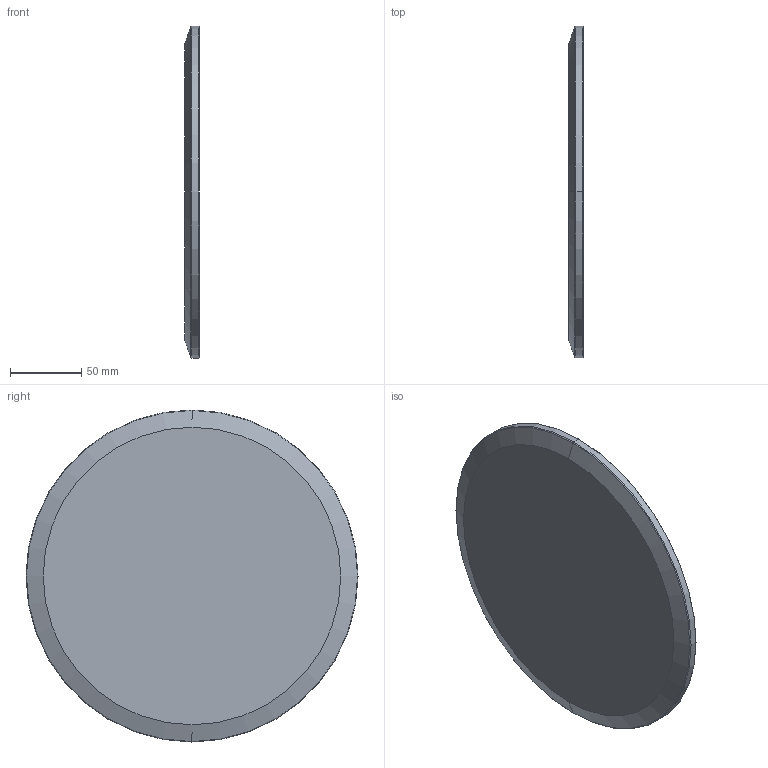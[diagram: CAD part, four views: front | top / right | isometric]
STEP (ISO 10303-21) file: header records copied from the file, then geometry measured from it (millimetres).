
FILE_DESCRIPTION (( 'STEP AP214' ), '1' );
FILE_NAME ('BK.0858.STEP', '2020-04-02T10:36:20', ( '' ), ( '' ), 'SwSTEP 2.0', 'SolidWorks 2019', '' );
FILE_SCHEMA (( 'AUTOMOTIVE_DESIGN' ));
Length unit declared in the file: millimetre
Products named in the file (1): BK.0858
Bounding box: 10 x 233.5 x 233.5 mm (x, y, z)
Volume: 406855 mm3; surface area: 91183.5 mm2
Topology: 1 solids, 1 shells, 21 faces, 40 edges, 22 vertices
Faces by surface type: torus 10, cone 6, plane 3, cylinder 2
Entity records: 568 total; most frequent: DIRECTION 116, CARTESIAN_POINT 84, ORIENTED_EDGE 80, AXIS2_PLACEMENT_3D 54, EDGE_CURVE 40, CIRCLE 32, EDGE_LOOP 22, VERTEX_POINT 22
